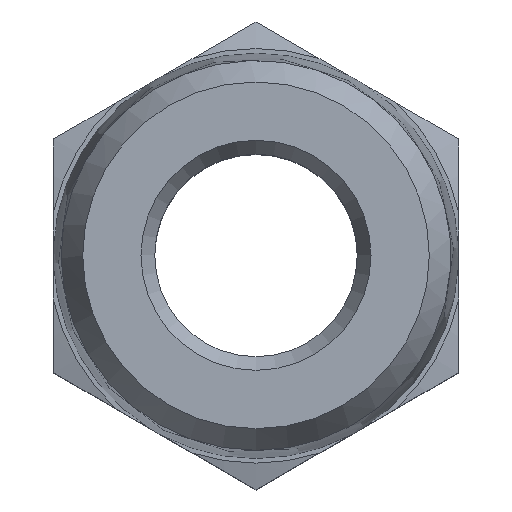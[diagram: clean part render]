
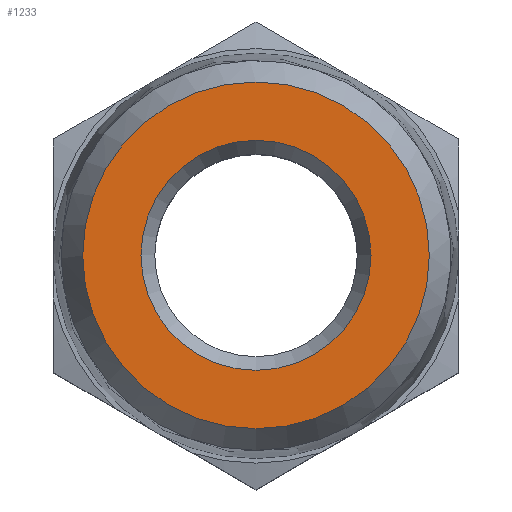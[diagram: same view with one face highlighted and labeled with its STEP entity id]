
A CAD part, top view. The second image highlights one B-rep face of the part: STEP entity #1233.
In plain terms, the highlighted planar face has unit normal (0, 0, 1).
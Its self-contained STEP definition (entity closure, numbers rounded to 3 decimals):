
#449=ORIENTED_EDGE('',*,*,#765,.F.);
#450=ORIENTED_EDGE('',*,*,#766,.T.);
#765=EDGE_CURVE('',#925,#925,#983,.F.);
#766=EDGE_CURVE('',#926,#926,#984,.T.);
#925=VERTEX_POINT('',#2163);
#926=VERTEX_POINT('',#2165);
#983=CIRCLE('',#1366,4.827);
#984=CIRCLE('',#1367,7.275);
#1043=EDGE_LOOP('',(#449));
#1044=EDGE_LOOP('',(#450));
#1129=FACE_BOUND('',#1043,.T.);
#1130=FACE_BOUND('',#1044,.T.);
#1183=PLANE('',#1365);
#1233=ADVANCED_FACE('',(#1129,#1130),#1183,.F.);
#1365=AXIS2_PLACEMENT_3D('',#2161,#1646,#1647);
#1366=AXIS2_PLACEMENT_3D('',#2162,#1648,#1649);
#1367=AXIS2_PLACEMENT_3D('',#2164,#1650,#1651);
#1646=DIRECTION('',(0.,0.,-1.));
#1647=DIRECTION('',(0.,1.,0.));
#1648=DIRECTION('',(0.,0.,-1.));
#1649=DIRECTION('',(0.,1.,0.));
#1650=DIRECTION('',(0.,0.,1.));
#1651=DIRECTION('',(0.,-1.,0.));
#2161=CARTESIAN_POINT('',(0.,-7.275,38.));
#2162=CARTESIAN_POINT('',(0.,0.,38.));
#2163=CARTESIAN_POINT('',(0.,4.827,38.));
#2164=CARTESIAN_POINT('',(0.,0.,38.));
#2165=CARTESIAN_POINT('',(0.,-7.275,38.));
